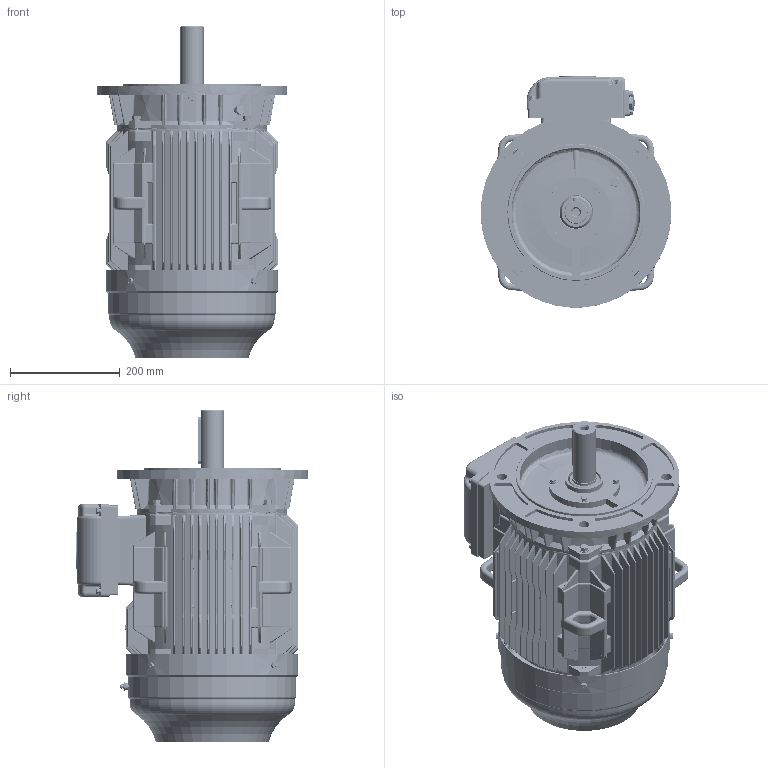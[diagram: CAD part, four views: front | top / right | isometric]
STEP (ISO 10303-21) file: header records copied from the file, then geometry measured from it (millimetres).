
FILE_DESCRIPTION((''),'2;1');
FILE_NAME('SWE160M-B5_ASM','2015-10-24T',('Administrator'),(''),'PRO/ENGINEER BY PARAMETRIC TECHNOLOGY CORPORATION, 2013240','PRO/ENGINEER BY PARAMETRIC TECHNOLOGY CORPORATION, 2013240','');
FILE_SCHEMA(('CONFIG_CONTROL_DESIGN'));
Products named in the file (85): NONE-175666; PRT0004; _____B5-1-SOLID1; PRT0005; ____-1-SOLID1-175685; PRT0006; ____-1-SOLID1-175692; PRT0007; ____-1-SOLID1-175699; PRT0008; PRT0009; PRT0010; PRT0011; PRT0012; PRT0013; PRT0014; PRT0015; PRT0016; PRT0017; ________-2-SOLID1; PRT0018; SWE160-180-JXHZJ-NF-1_SW-175733; NONE-175735; SWE160-180-JXHZJ-NF-1_SW-175738; SWE160-180-JXHZJ-NF-1_6--175741; SWE160-180-JXHZJ-NF-1_6--175743; SWE160-180-JXHZJ-NF-1_M6-175746; SWE160-180-JXHZJ-NF-1_M6-175748; SWE160-180-JXHZJ-NF-1_6--175751; SWE160-180-JXHZJ-NF-1_6--175753; SWE160-180-JXHZJ-NF-1_M6-175756; SWE160-180-JXHZJ-NF-1_6--175758; SWE160-180-JXHZJ-NF-1_6--175761; SWE160-180-JXHZJ-NF-1_M6-175764; SWE160-180-JXHZJ-NF-1_6--175766; SWE160-180-JXHZJ-NF-1_6--175769; SWE160-180-JXHZJ-NF-1_M6-175771; SWE160-180-JXHZJ-NF-1_6--175774; SWE160-180-JXHZJ-NF-1_6--175777; SWE160-180-JXHZJ-NF-1_M6-175779 ...
Assembly tree (84 placements, depth 3):
  SWE160M-B5_ASM
    ASM0004_ASM
      NONE-175666
      PRT0004
      _____B5-1-SOLID1
      PRT0005
      ____-1-SOLID1-175685
      PRT0006
      ____-1-SOLID1-175692
      PRT0007
      ____-1-SOLID1-175699
      PRT0008
      PRT0009
      PRT0010
      PRT0011
      PRT0012
      PRT0013
      PRT0014
      PRT0015
      PRT0016
      PRT0017
      ________-2-SOLID1
      PRT0018
      SWE160-180-JXHZJ-NF-1_SW-175733
      NONE-175735
      SWE160-180-JXHZJ-NF-1_SW-175738
      SWE160-180-JXHZJ-NF-1_6--175741
      SWE160-180-JXHZJ-NF-1_6--175743
      SWE160-180-JXHZJ-NF-1_M6-175746
      SWE160-180-JXHZJ-NF-1_M6-175748
      SWE160-180-JXHZJ-NF-1_6--175751
      SWE160-180-JXHZJ-NF-1_6--175753
      SWE160-180-JXHZJ-NF-1_M6-175756
      SWE160-180-JXHZJ-NF-1_6--175758
      SWE160-180-JXHZJ-NF-1_6--175761
      SWE160-180-JXHZJ-NF-1_M6-175764
      SWE160-180-JXHZJ-NF-1_6--175766
      SWE160-180-JXHZJ-NF-1_6--175769
      SWE160-180-JXHZJ-NF-1_M6-175771
      SWE160-180-JXHZJ-NF-1_6--175774
      SWE160-180-JXHZJ-NF-1_6--175777
      SWE160-180-JXHZJ-NF-1_M6-175779
      SWE160-180-JXHZJ-NF-1_6--175782
      SWE160-180-JXHZJ-NF-1_6--175784
      SWE160-180-JXHZJ-NF-1_M6-175787
      SWE160-180-JXHZJ-NF-1_6--175789
      SWE160-180-JXHZJ-NF-1_6--175792
      SWE160-180-JXHZJ-NF-1_M6-175794
      SWE160-180-JXHZJ-NF-1_6--175797
      SWE160-180-JXHZJ-NF-1_6--175800
      SWE160-180-JXHZJ-NF-1_32-175802
      SWE160-180-JXHZJ-NF-1_32-175805
      PRT0019
      PRT0020
      PRT0021
      PRT0022
      PRT0023
      PRT0024
      PRT0025
      PRT0026
Bounding box: 348 x 422 x 605 mm (x, y, z)
Volume: 23900400.1 mm3; surface area: 1905245.5 mm2
Topology: 83 solids, 107 shells, 7728 faces, 20383 edges, 12704 vertices
Faces by surface type: cylinder 3655, plane 2213, bspline 736, cone 543, sphere 353, torus 228
Entity records: 420379 total; most frequent: CARTESIAN_POINT 239192, ORIENTED_EDGE 40066, DIRECTION 33602, EDGE_CURVE 20033, VERTEX_POINT 12704, AXIS2_PLACEMENT_3D 12288, VECTOR 9026, LINE 9026
